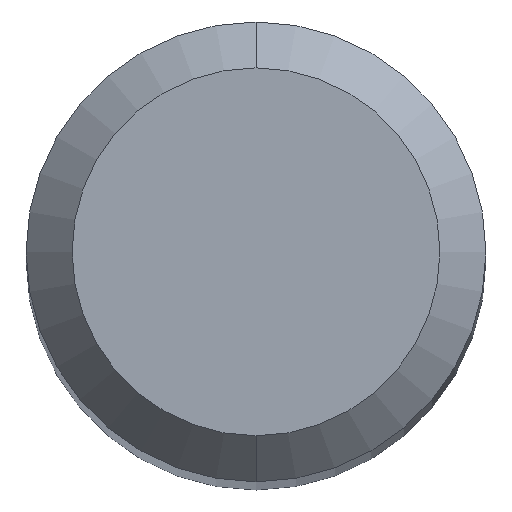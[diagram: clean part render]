
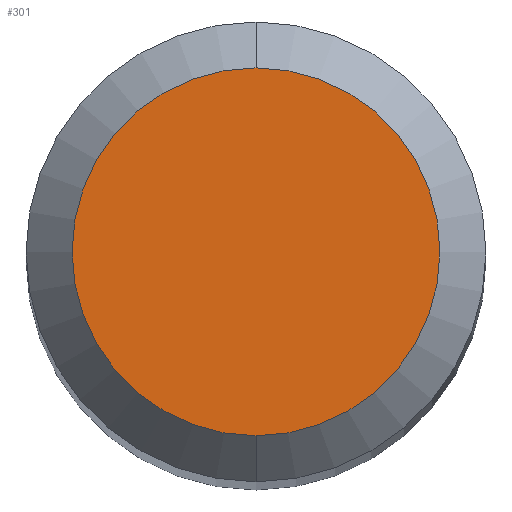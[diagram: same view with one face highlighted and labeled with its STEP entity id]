
A CAD part, top view. The second image highlights one B-rep face of the part: STEP entity #301.
In plain terms, the highlighted planar face has unit normal (0, 0, 1).
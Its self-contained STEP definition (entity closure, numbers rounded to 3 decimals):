
#225=EDGE_CURVE('',#411,#447,#534,.T.);
#251=EDGE_CURVE('',#447,#411,#564,.T.);
#301=ADVANCED_FACE('',(#620),#621,.T.);
#411=VERTEX_POINT('',#744);
#447=VERTEX_POINT('',#784);
#534=CIRCLE('',#927,1.2);
#564=CIRCLE('',#1000,1.2);
#620=FACE_OUTER_BOUND('',#1074,.T.);
#621=PLANE('',#1075);
#744=CARTESIAN_POINT('',(0.0,1.2,0.0));
#784=CARTESIAN_POINT('',(0.,-1.2,0.0));
#927=AXIS2_PLACEMENT_3D('',#1488,#1489,#1490);
#1000=AXIS2_PLACEMENT_3D('',#1537,#1538,#1539);
#1074=EDGE_LOOP('',(#1604,#1605));
#1075=AXIS2_PLACEMENT_3D('',#1606,#1607,#1608);
#1488=CARTESIAN_POINT('',(0.0,0.0,0.0));
#1489=DIRECTION('',(0.0,0.0,-1.0));
#1490=DIRECTION('',(0.0,1.0,0.0));
#1537=CARTESIAN_POINT('',(0.0,0.0,0.0));
#1538=DIRECTION('',(0.0,0.0,-1.0));
#1539=DIRECTION('',(0.0,1.0,0.0));
#1604=ORIENTED_EDGE('',*,*,#225,.F.);
#1605=ORIENTED_EDGE('',*,*,#251,.F.);
#1606=CARTESIAN_POINT('',(0.0,0.6,0.0));
#1607=DIRECTION('',(-0.0,0.0,1.0));
#1608=DIRECTION('',(0.0,-1.0,0.0));
